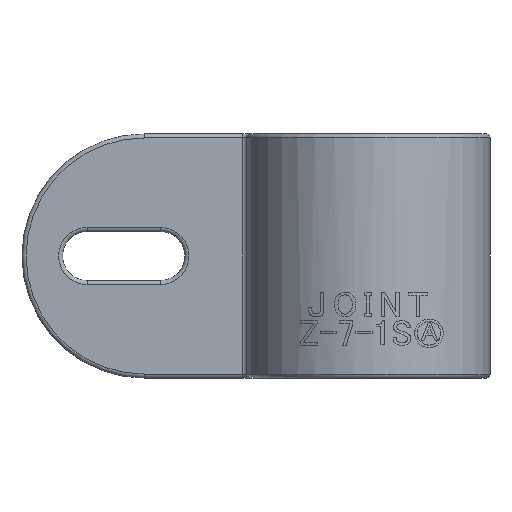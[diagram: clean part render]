
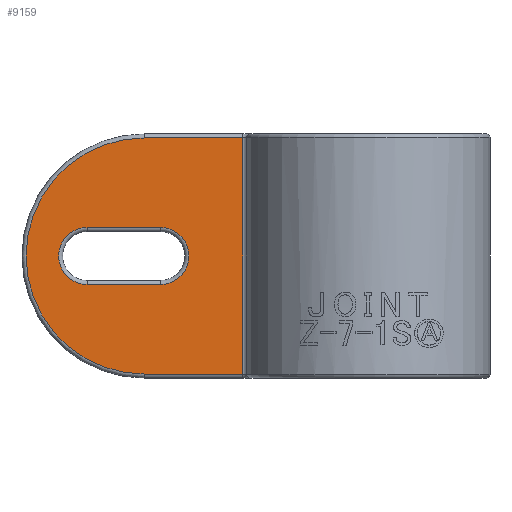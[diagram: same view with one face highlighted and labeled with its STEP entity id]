
A CAD part, front view. The second image highlights one B-rep face of the part: STEP entity #9159.
In plain terms, the highlighted planar face has unit normal (0, -1, 0).
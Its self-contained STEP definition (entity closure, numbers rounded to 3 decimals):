
#3 = EDGE_CURVE ( 'NONE', #5889, #5165, #5241, .T. ) ;
#34 = VECTOR ( 'NONE', #4152, 1000. ) ;
#35 = AXIS2_PLACEMENT_3D ( 'NONE', #7409, #354, #5319 ) ;
#93 = CIRCLE ( 'NONE', #2422, 7. ) ;
#152 = EDGE_CURVE ( 'NONE', #4394, #4006, #3944, .T. ) ;
#354 = DIRECTION ( 'NONE',  ( 0., 1., 0. ) ) ;
#585 = ORIENTED_EDGE ( 'NONE', *, *, #4202, .T. ) ;
#1000 = VECTOR ( 'NONE', #5913, 1000. ) ;
#1152 = CARTESIAN_POINT ( 'NONE',  ( -69., -2.5, -7. ) ) ;
#1181 = CIRCLE ( 'NONE', #4044, 29. ) ;
#1371 = CARTESIAN_POINT ( 'NONE',  ( -69., -2.5, 0. ) ) ;
#1562 = EDGE_LOOP ( 'NONE', ( #3062, #585, #7553, #8858 ) ) ;
#1668 = CARTESIAN_POINT ( 'NONE',  ( -69., -2.5, -7. ) ) ;
#1804 = ORIENTED_EDGE ( 'NONE', *, *, #2099, .T. ) ;
#1895 = CARTESIAN_POINT ( 'NONE',  ( -51., -2.5, -7. ) ) ;
#1901 = VERTEX_POINT ( 'NONE', #1895 ) ;
#1920 = LINE ( 'NONE', #8393, #34 ) ;
#2086 = DIRECTION ( 'NONE',  ( 0., 0., 1. ) ) ;
#2099 = EDGE_CURVE ( 'NONE', #6533, #4928, #6916, .T. ) ;
#2405 = CARTESIAN_POINT ( 'NONE',  ( -55., -2.5, -29. ) ) ;
#2422 = AXIS2_PLACEMENT_3D ( 'NONE', #1371, #6322, #2086 ) ;
#2808 = CARTESIAN_POINT ( 'NONE',  ( -30.802, -2.5, -29. ) ) ;
#2966 = CARTESIAN_POINT ( 'NONE',  ( -55., -2.5, 0. ) ) ;
#3062 = ORIENTED_EDGE ( 'NONE', *, *, #7381, .T. ) ;
#3284 = EDGE_CURVE ( 'NONE', #4006, #6533, #1920, .T. ) ;
#3351 = VECTOR ( 'NONE', #3458, 1000. ) ;
#3458 = DIRECTION ( 'NONE',  ( 1., 0., 0. ) ) ;
#3559 = CARTESIAN_POINT ( 'NONE',  ( -55., -2.5, 29. ) ) ;
#3657 = CARTESIAN_POINT ( 'NONE',  ( -51., -2.5, 0. ) ) ;
#3692 = DIRECTION ( 'NONE',  ( 0., 0., 1. ) ) ;
#3747 = AXIS2_PLACEMENT_3D ( 'NONE', #3657, #8621, #4379 ) ;
#3944 = LINE ( 'NONE', #2405, #7047 ) ;
#4006 = VERTEX_POINT ( 'NONE', #2808 ) ;
#4044 = AXIS2_PLACEMENT_3D ( 'NONE', #2966, #7935, #3692 ) ;
#4152 = DIRECTION ( 'NONE',  ( 0., 0., 1. ) ) ;
#4202 = EDGE_CURVE ( 'NONE', #1901, #8976, #6443, .T. ) ;
#4299 = CARTESIAN_POINT ( 'NONE',  ( -51., -2.5, 7. ) ) ;
#4379 = DIRECTION ( 'NONE',  ( 0., 0., 1. ) ) ;
#4394 = VERTEX_POINT ( 'NONE', #6870 ) ;
#4449 = ORIENTED_EDGE ( 'NONE', *, *, #152, .T. ) ;
#4554 = DIRECTION ( 'NONE',  ( 1., 0., 0. ) ) ;
#4595 = PLANE ( 'NONE',  #35 ) ;
#4928 = VERTEX_POINT ( 'NONE', #7551 ) ;
#4991 = FACE_BOUND ( 'NONE', #1562, .T. ) ;
#5165 = VERTEX_POINT ( 'NONE', #4299 ) ;
#5190 = CIRCLE ( 'NONE', #3747, 7. ) ;
#5241 = LINE ( 'NONE', #8418, #3351 ) ;
#5319 = DIRECTION ( 'NONE',  ( 0., 0., 1. ) ) ;
#5810 = CARTESIAN_POINT ( 'NONE',  ( -69., -2.5, 7. ) ) ;
#5889 = VERTEX_POINT ( 'NONE', #5810 ) ;
#5913 = DIRECTION ( 'NONE',  ( -1., 0., 0. ) ) ;
#6077 = ORIENTED_EDGE ( 'NONE', *, *, #6203, .T. ) ;
#6203 = EDGE_CURVE ( 'NONE', #4928, #4394, #1181, .T. ) ;
#6317 = EDGE_LOOP ( 'NONE', ( #1804, #6077, #4449, #8273 ) ) ;
#6322 = DIRECTION ( 'NONE',  ( 0., 1., 0. ) ) ;
#6443 = LINE ( 'NONE', #1668, #1000 ) ;
#6505 = EDGE_CURVE ( 'NONE', #8976, #5889, #93, .T. ) ;
#6533 = VERTEX_POINT ( 'NONE', #7779 ) ;
#6870 = CARTESIAN_POINT ( 'NONE',  ( -55., -2.5, -29. ) ) ;
#6916 = LINE ( 'NONE', #3559, #8585 ) ;
#7047 = VECTOR ( 'NONE', #4554, 1000. ) ;
#7381 = EDGE_CURVE ( 'NONE', #5165, #1901, #5190, .T. ) ;
#7409 = CARTESIAN_POINT ( 'NONE',  ( -55., -2.5, 0. ) ) ;
#7551 = CARTESIAN_POINT ( 'NONE',  ( -55., -2.5, 29. ) ) ;
#7553 = ORIENTED_EDGE ( 'NONE', *, *, #6505, .T. ) ;
#7779 = CARTESIAN_POINT ( 'NONE',  ( -30.802, -2.5, 29. ) ) ;
#7801 = DIRECTION ( 'NONE',  ( -1., 0., 0. ) ) ;
#7935 = DIRECTION ( 'NONE',  ( 0., -1., 0. ) ) ;
#8273 = ORIENTED_EDGE ( 'NONE', *, *, #3284, .T. ) ;
#8302 = FACE_OUTER_BOUND ( 'NONE', #6317, .T. ) ;
#8393 = CARTESIAN_POINT ( 'NONE',  ( -30.802, -2.5, 30. ) ) ;
#8418 = CARTESIAN_POINT ( 'NONE',  ( -51., -2.5, 7. ) ) ;
#8585 = VECTOR ( 'NONE', #7801, 1000. ) ;
#8621 = DIRECTION ( 'NONE',  ( 0., 1., 0. ) ) ;
#8858 = ORIENTED_EDGE ( 'NONE', *, *, #3, .T. ) ;
#8976 = VERTEX_POINT ( 'NONE', #1152 ) ;
#9159 = ADVANCED_FACE ( 'NONE', ( #8302, #4991 ), #4595, .F. ) ;
